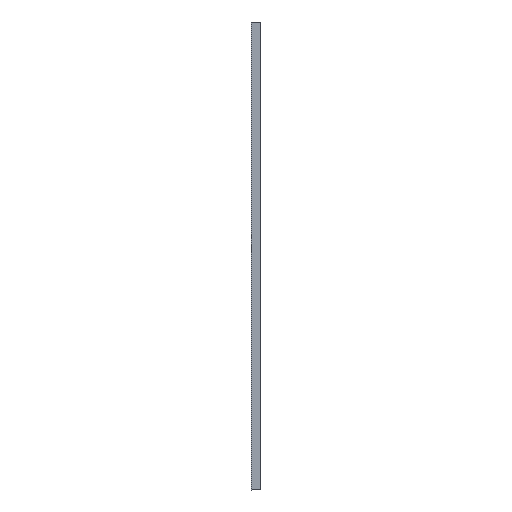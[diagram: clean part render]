
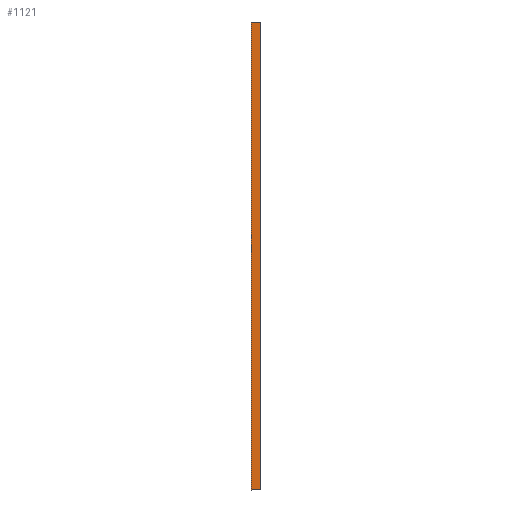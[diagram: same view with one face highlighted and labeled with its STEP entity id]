
A CAD part, front view. The second image highlights one B-rep face of the part: STEP entity #1121.
In plain terms, the highlighted planar face has unit normal (0, -1, 0).
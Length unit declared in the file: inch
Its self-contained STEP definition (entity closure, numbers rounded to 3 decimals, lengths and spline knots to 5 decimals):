
#16 = EDGE_CURVE ( 'NONE', #1065, #173, #323, .T. ) ;
#26 = LINE ( 'NONE', #477, #226 ) ;
#40 = LINE ( 'NONE', #347, #1254 ) ;
#69 = VECTOR ( 'NONE', #801, 39.37008 ) ;
#131 = AXIS2_PLACEMENT_3D ( 'NONE', #1120, #1332, #788 ) ;
#148 = DIRECTION ( 'NONE',  ( 1., 0., 0. ) ) ;
#173 = VERTEX_POINT ( 'NONE', #1323 ) ;
#211 = ORIENTED_EDGE ( 'NONE', *, *, #1224, .F. ) ;
#226 = VECTOR ( 'NONE', #148, 39.37008 ) ;
#267 = PLANE ( 'NONE',  #131 ) ;
#323 = LINE ( 'NONE', #755, #1134 ) ;
#347 = CARTESIAN_POINT ( 'NONE',  ( 97., -18.5, -13. ) ) ;
#477 = CARTESIAN_POINT ( 'NONE',  ( 97., -18.5, 13. ) ) ;
#685 = EDGE_CURVE ( 'NONE', #173, #1318, #706, .T. ) ;
#705 = CARTESIAN_POINT ( 'NONE',  ( 97., -18.5, -13. ) ) ;
#706 = LINE ( 'NONE', #795, #69 ) ;
#755 = CARTESIAN_POINT ( 'NONE',  ( 97.5, -18.5, -13. ) ) ;
#766 = CARTESIAN_POINT ( 'NONE',  ( 97.5, -18.5, 13. ) ) ;
#778 = DIRECTION ( 'NONE',  ( 0., 0., 1. ) ) ;
#788 = DIRECTION ( 'NONE',  ( 0., 0., 1. ) ) ;
#795 = CARTESIAN_POINT ( 'NONE',  ( 97., -18.5, -13. ) ) ;
#801 = DIRECTION ( 'NONE',  ( -1., 0., 0. ) ) ;
#885 = VERTEX_POINT ( 'NONE', #1261 ) ;
#1028 = ORIENTED_EDGE ( 'NONE', *, *, #16, .F. ) ;
#1065 = VERTEX_POINT ( 'NONE', #766 ) ;
#1120 = CARTESIAN_POINT ( 'NONE',  ( 0., -18.5, 0. ) ) ;
#1121 = ADVANCED_FACE ( 'NONE', ( #1326 ), #267, .F. ) ;
#1134 = VECTOR ( 'NONE', #1380, 39.37008 ) ;
#1141 = EDGE_CURVE ( 'NONE', #885, #1065, #26, .T. ) ;
#1180 = EDGE_LOOP ( 'NONE', ( #211, #1250, #1028, #1208 ) ) ;
#1208 = ORIENTED_EDGE ( 'NONE', *, *, #1141, .F. ) ;
#1224 = EDGE_CURVE ( 'NONE', #1318, #885, #40, .T. ) ;
#1250 = ORIENTED_EDGE ( 'NONE', *, *, #685, .F. ) ;
#1254 = VECTOR ( 'NONE', #778, 39.37008 ) ;
#1261 = CARTESIAN_POINT ( 'NONE',  ( 97., -18.5, 13. ) ) ;
#1318 = VERTEX_POINT ( 'NONE', #705 ) ;
#1323 = CARTESIAN_POINT ( 'NONE',  ( 97.5, -18.5, -13. ) ) ;
#1326 = FACE_OUTER_BOUND ( 'NONE', #1180, .T. ) ;
#1332 = DIRECTION ( 'NONE',  ( 0., 1., 0. ) ) ;
#1380 = DIRECTION ( 'NONE',  ( 0., 0., -1. ) ) ;
